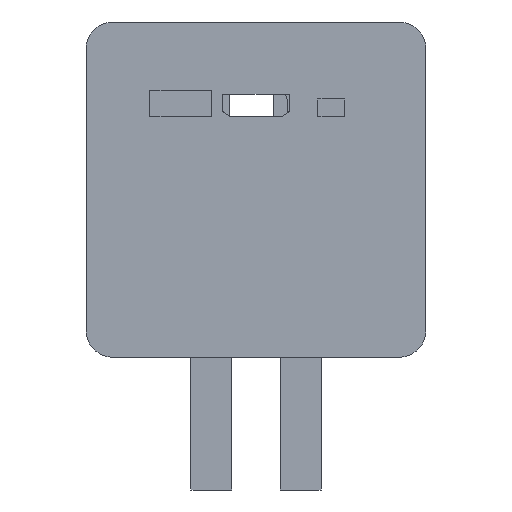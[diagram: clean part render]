
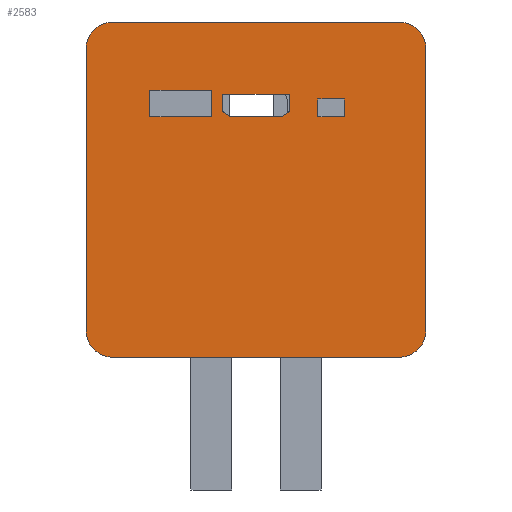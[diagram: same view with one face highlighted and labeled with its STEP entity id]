
A CAD part, left-side view. The second image highlights one B-rep face of the part: STEP entity #2583.
In plain terms, the highlighted planar face has unit normal (-1, 0, 0).
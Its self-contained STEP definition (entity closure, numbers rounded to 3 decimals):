
#43=FACE_BOUND('',#288,.T.);
#44=FACE_BOUND('',#289,.T.);
#45=FACE_BOUND('',#290,.T.);
#85=CIRCLE('',#2737,3.);
#86=CIRCLE('',#2738,3.);
#87=CIRCLE('',#2739,3.);
#88=CIRCLE('',#2740,3.);
#89=CIRCLE('',#2741,0.1);
#90=CIRCLE('',#2742,0.1);
#91=CIRCLE('',#2743,0.3);
#92=CIRCLE('',#2744,0.3);
#93=CIRCLE('',#2745,0.3);
#94=CIRCLE('',#2746,0.3);
#149=FACE_OUTER_BOUND('',#287,.T.);
#287=EDGE_LOOP('',(#1763,#1764,#1765,#1766,#1767,#1768,#1769,#1770));
#288=EDGE_LOOP('',(#1771,#1772,#1773,#1774));
#289=EDGE_LOOP('',(#1775,#1776,#1777,#1778));
#290=EDGE_LOOP('',(#1779,#1780,#1781,#1782,#1783,#1784,#1785,#1786,#1787,
#1788,#1789,#1790));
#490=LINE('',#3691,#810);
#491=LINE('',#3695,#811);
#492=LINE('',#3699,#812);
#493=LINE('',#3703,#813);
#494=LINE('',#3707,#814);
#495=LINE('',#3709,#815);
#496=LINE('',#3711,#816);
#497=LINE('',#3712,#817);
#498=LINE('',#3715,#818);
#499=LINE('',#3717,#819);
#500=LINE('',#3719,#820);
#501=LINE('',#3720,#821);
#502=LINE('',#3723,#822);
#503=LINE('',#3727,#823);
#504=LINE('',#3731,#824);
#505=LINE('',#3735,#825);
#506=LINE('',#3739,#826);
#507=LINE('',#3743,#827);
#810=VECTOR('',#2977,10.);
#811=VECTOR('',#2980,10.);
#812=VECTOR('',#2983,10.);
#813=VECTOR('',#2986,10.);
#814=VECTOR('',#2989,10.);
#815=VECTOR('',#2990,10.);
#816=VECTOR('',#2991,10.);
#817=VECTOR('',#2992,10.);
#818=VECTOR('',#2993,10.);
#819=VECTOR('',#2994,10.);
#820=VECTOR('',#2995,10.);
#821=VECTOR('',#2996,10.);
#822=VECTOR('',#2997,10.);
#823=VECTOR('',#3000,10.);
#824=VECTOR('',#3003,10.);
#825=VECTOR('',#3006,10.);
#826=VECTOR('',#3009,10.);
#827=VECTOR('',#3012,10.);
#1119=VERTEX_POINT('',#3689);
#1120=VERTEX_POINT('',#3690);
#1121=VERTEX_POINT('',#3692);
#1122=VERTEX_POINT('',#3694);
#1123=VERTEX_POINT('',#3696);
#1124=VERTEX_POINT('',#3698);
#1125=VERTEX_POINT('',#3700);
#1126=VERTEX_POINT('',#3702);
#1127=VERTEX_POINT('',#3705);
#1128=VERTEX_POINT('',#3706);
#1129=VERTEX_POINT('',#3708);
#1130=VERTEX_POINT('',#3710);
#1131=VERTEX_POINT('',#3713);
#1132=VERTEX_POINT('',#3714);
#1133=VERTEX_POINT('',#3716);
#1134=VERTEX_POINT('',#3718);
#1135=VERTEX_POINT('',#3721);
#1136=VERTEX_POINT('',#3722);
#1137=VERTEX_POINT('',#3724);
#1138=VERTEX_POINT('',#3726);
#1139=VERTEX_POINT('',#3728);
#1140=VERTEX_POINT('',#3730);
#1141=VERTEX_POINT('',#3732);
#1142=VERTEX_POINT('',#3734);
#1143=VERTEX_POINT('',#3736);
#1144=VERTEX_POINT('',#3738);
#1145=VERTEX_POINT('',#3740);
#1146=VERTEX_POINT('',#3742);
#1378=EDGE_CURVE('',#1119,#1120,#490,.T.);
#1379=EDGE_CURVE('',#1121,#1120,#85,.T.);
#1380=EDGE_CURVE('',#1121,#1122,#491,.T.);
#1381=EDGE_CURVE('',#1123,#1122,#86,.T.);
#1382=EDGE_CURVE('',#1123,#1124,#492,.T.);
#1383=EDGE_CURVE('',#1125,#1124,#87,.T.);
#1384=EDGE_CURVE('',#1125,#1126,#493,.T.);
#1385=EDGE_CURVE('',#1119,#1126,#88,.T.);
#1386=EDGE_CURVE('',#1127,#1128,#494,.T.);
#1387=EDGE_CURVE('',#1128,#1129,#495,.T.);
#1388=EDGE_CURVE('',#1129,#1130,#496,.T.);
#1389=EDGE_CURVE('',#1130,#1127,#497,.T.);
#1390=EDGE_CURVE('',#1131,#1132,#498,.T.);
#1391=EDGE_CURVE('',#1132,#1133,#499,.T.);
#1392=EDGE_CURVE('',#1133,#1134,#500,.T.);
#1393=EDGE_CURVE('',#1134,#1131,#501,.T.);
#1394=EDGE_CURVE('',#1135,#1136,#502,.T.);
#1395=EDGE_CURVE('',#1136,#1137,#89,.T.);
#1396=EDGE_CURVE('',#1137,#1138,#503,.T.);
#1397=EDGE_CURVE('',#1138,#1139,#90,.T.);
#1398=EDGE_CURVE('',#1139,#1140,#504,.T.);
#1399=EDGE_CURVE('',#1140,#1141,#91,.T.);
#1400=EDGE_CURVE('',#1141,#1142,#505,.T.);
#1401=EDGE_CURVE('',#1142,#1143,#92,.T.);
#1402=EDGE_CURVE('',#1143,#1144,#506,.T.);
#1403=EDGE_CURVE('',#1144,#1145,#93,.T.);
#1404=EDGE_CURVE('',#1145,#1146,#507,.T.);
#1405=EDGE_CURVE('',#1146,#1135,#94,.T.);
#1763=ORIENTED_EDGE('',*,*,#1378,.T.);
#1764=ORIENTED_EDGE('',*,*,#1379,.F.);
#1765=ORIENTED_EDGE('',*,*,#1380,.T.);
#1766=ORIENTED_EDGE('',*,*,#1381,.F.);
#1767=ORIENTED_EDGE('',*,*,#1382,.T.);
#1768=ORIENTED_EDGE('',*,*,#1383,.F.);
#1769=ORIENTED_EDGE('',*,*,#1384,.T.);
#1770=ORIENTED_EDGE('',*,*,#1385,.F.);
#1771=ORIENTED_EDGE('',*,*,#1386,.T.);
#1772=ORIENTED_EDGE('',*,*,#1387,.T.);
#1773=ORIENTED_EDGE('',*,*,#1388,.T.);
#1774=ORIENTED_EDGE('',*,*,#1389,.T.);
#1775=ORIENTED_EDGE('',*,*,#1390,.T.);
#1776=ORIENTED_EDGE('',*,*,#1391,.T.);
#1777=ORIENTED_EDGE('',*,*,#1392,.T.);
#1778=ORIENTED_EDGE('',*,*,#1393,.T.);
#1779=ORIENTED_EDGE('',*,*,#1394,.T.);
#1780=ORIENTED_EDGE('',*,*,#1395,.T.);
#1781=ORIENTED_EDGE('',*,*,#1396,.T.);
#1782=ORIENTED_EDGE('',*,*,#1397,.T.);
#1783=ORIENTED_EDGE('',*,*,#1398,.T.);
#1784=ORIENTED_EDGE('',*,*,#1399,.T.);
#1785=ORIENTED_EDGE('',*,*,#1400,.T.);
#1786=ORIENTED_EDGE('',*,*,#1401,.T.);
#1787=ORIENTED_EDGE('',*,*,#1402,.T.);
#1788=ORIENTED_EDGE('',*,*,#1403,.T.);
#1789=ORIENTED_EDGE('',*,*,#1404,.T.);
#1790=ORIENTED_EDGE('',*,*,#1405,.T.);
#2471=PLANE('',#2736);
#2583=ADVANCED_FACE('',(#149,#43,#44,#45),#2471,.T.);
#2736=AXIS2_PLACEMENT_3D('',#3688,#2975,#2976);
#2737=AXIS2_PLACEMENT_3D('',#3693,#2978,#2979);
#2738=AXIS2_PLACEMENT_3D('',#3697,#2981,#2982);
#2739=AXIS2_PLACEMENT_3D('',#3701,#2984,#2985);
#2740=AXIS2_PLACEMENT_3D('',#3704,#2987,#2988);
#2741=AXIS2_PLACEMENT_3D('',#3725,#2998,#2999);
#2742=AXIS2_PLACEMENT_3D('',#3729,#3001,#3002);
#2743=AXIS2_PLACEMENT_3D('',#3733,#3004,#3005);
#2744=AXIS2_PLACEMENT_3D('',#3737,#3007,#3008);
#2745=AXIS2_PLACEMENT_3D('',#3741,#3010,#3011);
#2746=AXIS2_PLACEMENT_3D('',#3744,#3013,#3014);
#2975=DIRECTION('center_axis',(-1.,0.,0.));
#2976=DIRECTION('ref_axis',(0.,0.,1.));
#2977=DIRECTION('',(0.,0.,1.));
#2978=DIRECTION('center_axis',(1.,0.,0.));
#2979=DIRECTION('ref_axis',(0.,-0.707,0.707));
#2980=DIRECTION('',(0.,1.,0.));
#2981=DIRECTION('center_axis',(1.,0.,0.));
#2982=DIRECTION('ref_axis',(0.,0.707,0.707));
#2983=DIRECTION('',(0.,0.,-1.));
#2984=DIRECTION('center_axis',(1.,0.,0.));
#2985=DIRECTION('ref_axis',(0.,0.707,-0.707));
#2986=DIRECTION('',(0.,-1.,0.));
#2987=DIRECTION('center_axis',(1.,0.,0.));
#2988=DIRECTION('ref_axis',(0.,-0.707,-0.707));
#2989=DIRECTION('',(0.,0.,-1.));
#2990=DIRECTION('',(0.,1.,0.));
#2991=DIRECTION('',(0.,0.,1.));
#2992=DIRECTION('',(0.,-1.,0.));
#2993=DIRECTION('',(0.,0.,-1.));
#2994=DIRECTION('',(0.,1.,0.));
#2995=DIRECTION('',(0.,0.,1.));
#2996=DIRECTION('',(0.,-1.,0.));
#2997=DIRECTION('',(0.,0.,1.));
#2998=DIRECTION('center_axis',(1.,0.,0.));
#2999=DIRECTION('ref_axis',(0.,0.,1.));
#3000=DIRECTION('',(0.,-1.,0.));
#3001=DIRECTION('center_axis',(1.,0.,0.));
#3002=DIRECTION('ref_axis',(0.,-1.,0.));
#3003=DIRECTION('',(0.,0.,-1.));
#3004=DIRECTION('center_axis',(1.,0.,0.));
#3005=DIRECTION('ref_axis',(0.,-0.527,-0.85));
#3006=DIRECTION('',(0.,0.85,-0.527));
#3007=DIRECTION('center_axis',(1.,0.,0.));
#3008=DIRECTION('ref_axis',(0.,0.,-1.));
#3009=DIRECTION('',(0.,1.,0.));
#3010=DIRECTION('center_axis',(1.,0.,0.));
#3011=DIRECTION('ref_axis',(0.,0.527,-0.85));
#3012=DIRECTION('',(0.,0.85,0.527));
#3013=DIRECTION('center_axis',(1.,0.,0.));
#3014=DIRECTION('ref_axis',(0.,1.,0.));
#3688=CARTESIAN_POINT('Origin',(-81.2,0.,0.));
#3689=CARTESIAN_POINT('',(-81.2,-19.2,-15.95));
#3690=CARTESIAN_POINT('',(-81.2,-19.2,15.95));
#3691=CARTESIAN_POINT('',(-81.2,-19.2,-18.95));
#3692=CARTESIAN_POINT('',(-81.2,-16.2,18.95));
#3693=CARTESIAN_POINT('Origin',(-81.2,-16.2,15.95));
#3694=CARTESIAN_POINT('',(-81.2,16.2,18.95));
#3695=CARTESIAN_POINT('',(-81.2,-19.2,18.95));
#3696=CARTESIAN_POINT('',(-81.2,19.2,15.95));
#3697=CARTESIAN_POINT('Origin',(-81.2,16.2,15.95));
#3698=CARTESIAN_POINT('',(-81.2,19.2,-15.95));
#3699=CARTESIAN_POINT('',(-81.2,19.2,18.95));
#3700=CARTESIAN_POINT('',(-81.2,16.2,-18.95));
#3701=CARTESIAN_POINT('Origin',(-81.2,16.2,-15.95));
#3702=CARTESIAN_POINT('',(-81.2,-16.2,-18.95));
#3703=CARTESIAN_POINT('',(-81.2,19.2,-18.95));
#3704=CARTESIAN_POINT('Origin',(-81.2,-16.2,-15.95));
#3705=CARTESIAN_POINT('',(-81.2,5.,11.25));
#3706=CARTESIAN_POINT('',(-81.2,5.,8.25));
#3707=CARTESIAN_POINT('',(-81.2,5.,5.625));
#3708=CARTESIAN_POINT('',(-81.2,12.,8.25));
#3709=CARTESIAN_POINT('',(-81.2,2.5,8.25));
#3710=CARTESIAN_POINT('',(-81.2,12.,11.25));
#3711=CARTESIAN_POINT('',(-81.2,12.,4.125));
#3712=CARTESIAN_POINT('',(-81.2,6.,11.25));
#3713=CARTESIAN_POINT('',(-81.2,-10.,10.25));
#3714=CARTESIAN_POINT('',(-81.2,-10.,8.25));
#3715=CARTESIAN_POINT('',(-81.2,-10.,5.125));
#3716=CARTESIAN_POINT('',(-81.2,-7.,8.25));
#3717=CARTESIAN_POINT('',(-81.2,-5.,8.25));
#3718=CARTESIAN_POINT('',(-81.2,-7.,10.25));
#3719=CARTESIAN_POINT('',(-81.2,-7.,4.125));
#3720=CARTESIAN_POINT('',(-81.2,-3.5,10.25));
#3721=CARTESIAN_POINT('',(-81.2,3.75,8.944));
#3722=CARTESIAN_POINT('',(-81.2,3.75,10.694));
#3723=CARTESIAN_POINT('',(-81.2,3.75,4.472));
#3724=CARTESIAN_POINT('',(-81.2,3.65,10.794));
#3725=CARTESIAN_POINT('Origin',(-81.2,3.65,10.694));
#3726=CARTESIAN_POINT('',(-81.2,-3.65,10.794));
#3727=CARTESIAN_POINT('',(-81.2,1.825,10.794));
#3728=CARTESIAN_POINT('',(-81.2,-3.75,10.694));
#3729=CARTESIAN_POINT('Origin',(-81.2,-3.65,10.694));
#3730=CARTESIAN_POINT('',(-81.2,-3.75,8.944));
#3731=CARTESIAN_POINT('',(-81.2,-3.75,5.347));
#3732=CARTESIAN_POINT('',(-81.2,-3.608,8.689));
#3733=CARTESIAN_POINT('Origin',(-81.2,-3.45,8.944));
#3734=CARTESIAN_POINT('',(-81.2,-2.973,8.295));
#3735=CARTESIAN_POINT('',(-81.2,-0.359,6.676));
#3736=CARTESIAN_POINT('',(-81.2,-2.815,8.25));
#3737=CARTESIAN_POINT('Origin',(-81.2,-2.815,8.55));
#3738=CARTESIAN_POINT('',(-81.2,2.815,8.25));
#3739=CARTESIAN_POINT('',(-81.2,-1.407,8.25));
#3740=CARTESIAN_POINT('',(-81.2,2.973,8.295));
#3741=CARTESIAN_POINT('Origin',(-81.2,2.815,8.55));
#3742=CARTESIAN_POINT('',(-81.2,3.608,8.689));
#3743=CARTESIAN_POINT('',(-81.2,0.042,6.479));
#3744=CARTESIAN_POINT('Origin',(-81.2,3.45,8.944));
